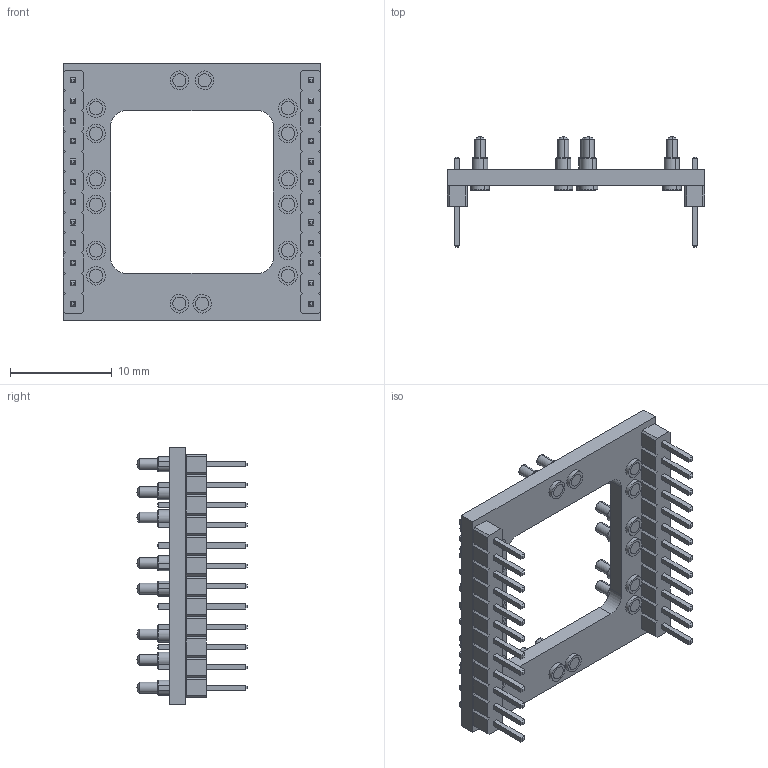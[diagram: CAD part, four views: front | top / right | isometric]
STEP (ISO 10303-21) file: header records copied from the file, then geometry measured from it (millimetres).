
FILE_DESCRIPTION(('Open CASCADE Model'),'2;1');
FILE_NAME('Open CASCADE Shape Model','2019-12-04T12:05:37',('Author'),( 'Open CASCADE'),'Open CASCADE STEP processor 6.9','Open CASCADE 6.9' ,'Unknown');
FILE_SCHEMA(('AUTOMOTIVE_DESIGN { 1 0 10303 214 1 1 1 1 }'));
Length unit declared in the file: millimetre
Products named in the file (20): Open CASCADE STEP translator 6.9 2; Open CASCADE STEP translator 6.9 2.1; Open CASCADE STEP translator 6.9 2.2; Open CASCADE STEP translator 6.9 2.3; Open CASCADE STEP translator 6.9 2.4; Open CASCADE STEP translator 6.9 2.5; Open CASCADE STEP translator 6.9 2.6; Open CASCADE STEP translator 6.9 2.7; Open CASCADE STEP translator 6.9 2.8; Open CASCADE STEP translator 6.9 2.9; Open CASCADE STEP translator 6.9 2.10; Open CASCADE STEP translator 6.9 2.11; Open CASCADE STEP translator 6.9 2.12; Open CASCADE STEP translator 6.9 2.13; Open CASCADE STEP translator 6.9 2.14; Open CASCADE STEP translator 6.9 2.15; Open CASCADE STEP translator 6.9 2.16; Open CASCADE STEP translator 6.9 2.17; Open CASCADE STEP translator 6.9 2.18; Open CASCADE STEP translator 6.9 2.19
Assembly tree (19 placements, depth 2):
  Open CASCADE STEP translator 6.9 2
    Open CASCADE STEP translator 6.9 2.1
    Open CASCADE STEP translator 6.9 2.2
    Open CASCADE STEP translator 6.9 2.3
    Open CASCADE STEP translator 6.9 2.4
    Open CASCADE STEP translator 6.9 2.5
    Open CASCADE STEP translator 6.9 2.6
    Open CASCADE STEP translator 6.9 2.7
    Open CASCADE STEP translator 6.9 2.8
    Open CASCADE STEP translator 6.9 2.9
    Open CASCADE STEP translator 6.9 2.10
    Open CASCADE STEP translator 6.9 2.11
    Open CASCADE STEP translator 6.9 2.12
    Open CASCADE STEP translator 6.9 2.13
    Open CASCADE STEP translator 6.9 2.14
    Open CASCADE STEP translator 6.9 2.15
    Open CASCADE STEP translator 6.9 2.16
    Open CASCADE STEP translator 6.9 2.17
    Open CASCADE STEP translator 6.9 2.18
    Open CASCADE STEP translator 6.9 2.19
Bounding box: 25.4 x 10.83 x 25.4 mm (x, y, z)
Volume: 909.4 mm3; surface area: 2338.4 mm2
Topology: 19 solids, 19 shells, 942 faces, 2168 edges, 1344 vertices
Faces by surface type: plane 674, cylinder 172, cone 64, revolution 32
Full cylindrical faces by diameter (mm): 0.8 x24, 1.58 x16
Entity records: 56184 total; most frequent: CARTESIAN_POINT 11210, DIRECTION 8580, LINE 5496, VECTOR 5496, ORIENTED_EDGE 4272, PCURVE 4272, DEFINITIONAL_REPRESENTATION 4272, EDGE_CURVE 2136
